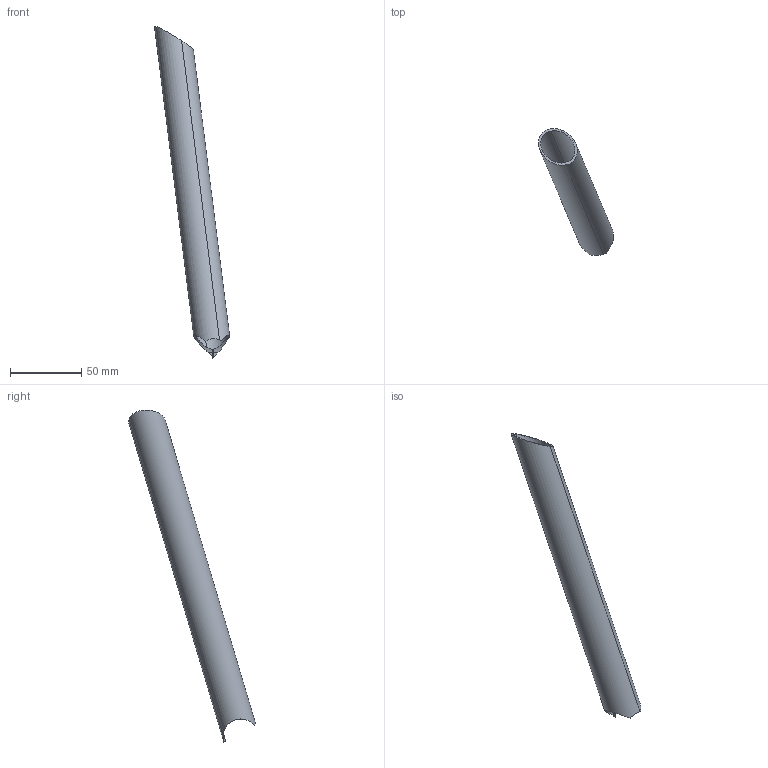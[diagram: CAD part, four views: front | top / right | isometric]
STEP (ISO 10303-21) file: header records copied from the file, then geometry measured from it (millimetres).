
FILE_DESCRIPTION(('STEP AP214'),'1');
FILE_NAME('11.stp','2019-12-01T22:42:41',(' '),(' '),'Spatial InterOp 3D',' ',' ');
FILE_SCHEMA(('AUTOMOTIVE_DESIGN { 1 0 10303 214 1 1 1 1 }'));
Length unit declared in the file: metre
Products named in the file (1): PartBody/Pocket.3
Bounding box: 52.74 x 88.78 x 233.09 mm (x, y, z)
Volume: 24710.9 mm3; surface area: 33277.2 mm2
Topology: 1 solids, 1 shells, 13 faces, 35 edges, 23 vertices
Faces by surface type: cylinder 9, plane 4
Entity records: 1099 total; most frequent: CARTESIAN_POINT 521, ORIENTED_EDGE 70, DIRECTION 52, STYLED_ITEM 43, PRESENTATION_STYLE_ASSIGNMENT 43, COLOUR_RGB 43, EDGE_CURVE 35, CURVE_STYLE 29
